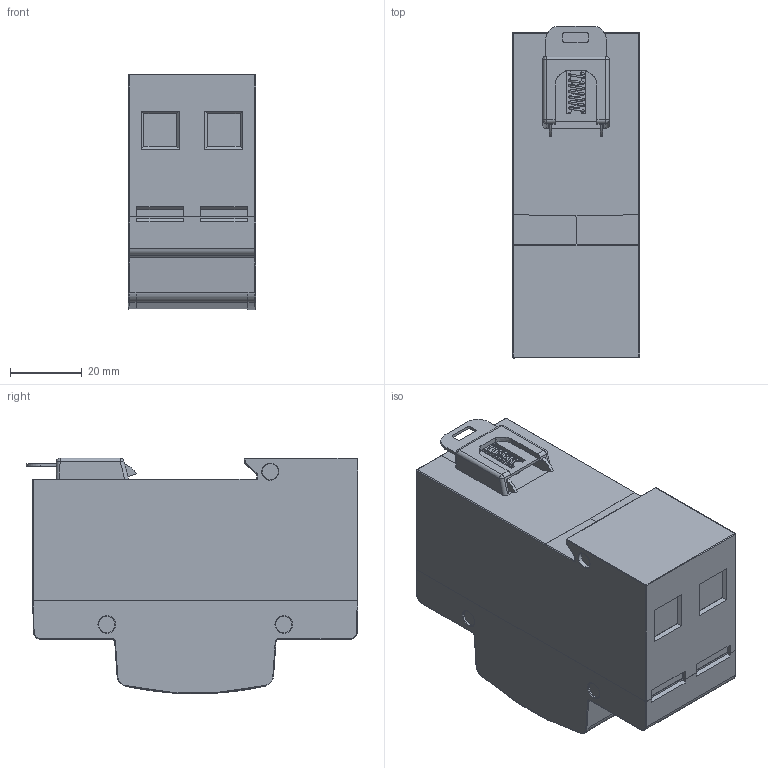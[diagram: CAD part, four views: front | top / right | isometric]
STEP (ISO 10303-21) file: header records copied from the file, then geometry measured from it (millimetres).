
FILE_DESCRIPTION (( 'STEP AP214' ), '1' );
FILE_NAME ('ﾊ2ﾐ ﾑﾂ.STEP', '2023-12-14T16:03:32', ( '' ), ( '' ), 'SwSTEP 2.0', 'SolidWorks 2018', '' );
FILE_SCHEMA (( 'AUTOMOTIVE_DESIGN' ));
Length unit declared in the file: millimetre
Products named in the file (7): 庍1_摳諘_def; 鎔艜 6x16 DIN965 Zn; ﾊ2ﾐ ﾑﾂ; ﾇ瑟鶴 7822 ﾐﾓﾑ; 砎鵵鴈趌00; 庍1_鍧霟膰 瀔鍡譇籦鍷_def; 恃1_牮赅_def
Assembly tree (8 placements, depth 2):
  ﾊ2ﾐ ﾑﾂ
    庍1_摳諘_def
    恃1_牮赅_def
    ﾇ瑟鶴 7822 ﾐﾓﾑ
    砎鵵鴈趌00
    鎔艜 6x16 DIN965 Zn  x3
    庍1_鍧霟膰 瀔鍡譇籦鍷_def
Bounding box: 35.43 x 92.44 x 65.65 mm (x, y, z)
Volume: 172747.4 mm3; surface area: 31650.5 mm2
Topology: 8 solids, 8 shells, 491 faces, 1250 edges, 779 vertices
Faces by surface type: plane 238, cylinder 107, cone 88, bspline 36, torus 16, sphere 6
Entity records: 16495 total; most frequent: CARTESIAN_POINT 5891, ORIENTED_EDGE 1972, DIRECTION 1896, EDGE_CURVE 986, AXIS2_PLACEMENT_3D 646, VERTEX_POINT 615, LINE 604, VECTOR 604
